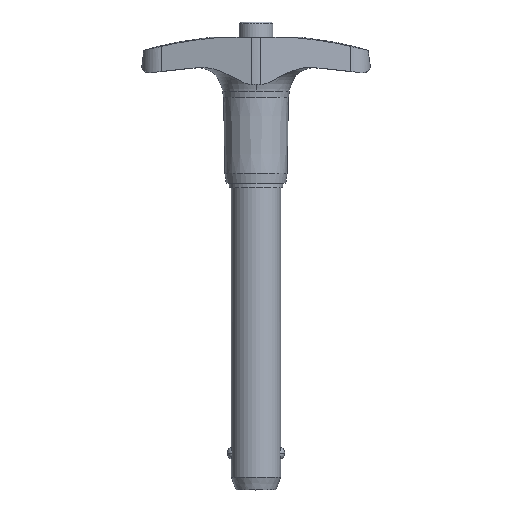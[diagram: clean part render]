
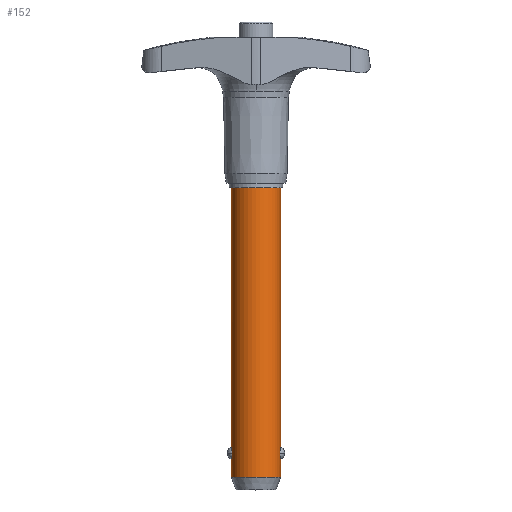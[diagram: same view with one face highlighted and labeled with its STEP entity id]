
A CAD part, top view. The second image highlights one B-rep face of the part: STEP entity #152.
In plain terms, the highlighted cylindrical face has radius 5.556 mm (diameter 11.113 mm), a partial arc.
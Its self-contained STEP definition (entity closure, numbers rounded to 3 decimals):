
#152=ADVANCED_FACE('',(#344),#345,.T.);
#344=FACE_OUTER_BOUND('',#579,.T.);
#345=CYLINDRICAL_SURFACE('',#580,5.556);
#579=EDGE_LOOP('',(#972,#973,#974,#975,#976,#977,#978,#979,#980,#981));
#580=AXIS2_PLACEMENT_3D('',#982,#983,#984);
#972=ORIENTED_EDGE('',*,*,#1562,.T.);
#973=ORIENTED_EDGE('',*,*,#1585,.T.);
#974=ORIENTED_EDGE('',*,*,#1578,.T.);
#975=ORIENTED_EDGE('',*,*,#1569,.T.);
#976=ORIENTED_EDGE('',*,*,#1590,.F.);
#977=ORIENTED_EDGE('',*,*,#1567,.T.);
#978=ORIENTED_EDGE('',*,*,#1581,.T.);
#979=ORIENTED_EDGE('',*,*,#1583,.T.);
#980=ORIENTED_EDGE('',*,*,#1564,.T.);
#981=ORIENTED_EDGE('',*,*,#1587,.T.);
#982=CARTESIAN_POINT('',(0.0,-34.036,0.0));
#983=DIRECTION('',(-0.0,1.0,0.0));
#984=DIRECTION('',(1.0,0.0,0.0));
#1562=EDGE_CURVE('',#1930,#1931,#1932,.T.);
#1564=EDGE_CURVE('',#1935,#1933,#1936,.T.);
#1567=EDGE_CURVE('',#1941,#1939,#1942,.T.);
#1569=EDGE_CURVE('',#1945,#1943,#1946,.T.);
#1578=EDGE_CURVE('',#1957,#1945,#1959,.T.);
#1581=EDGE_CURVE('',#1939,#1961,#1963,.T.);
#1583=EDGE_CURVE('',#1961,#1935,#1965,.T.);
#1585=EDGE_CURVE('',#1931,#1957,#1967,.T.);
#1587=EDGE_CURVE('',#1933,#1930,#1969,.T.);
#1590=EDGE_CURVE('',#1941,#1943,#1972,.T.);
#1930=VERTEX_POINT('',#2952);
#1931=VERTEX_POINT('',#2953);
#1932=LINE('',#2954,#2955);
#1933=VERTEX_POINT('',#2956);
#1935=VERTEX_POINT('',#2958);
#1936=LINE('',#2959,#2960);
#1939=VERTEX_POINT('',#2976);
#1941=VERTEX_POINT('',#2991);
#1942=LINE('',#2992,#2993);
#1943=VERTEX_POINT('',#2994);
#1945=VERTEX_POINT('',#2996);
#1946=LINE('',#2997,#2998);
#1957=VERTEX_POINT('',#3037);
#1959=B_SPLINE_CURVE_WITH_KNOTS('',3,(#3039,#3040,#3041,#3042,#3043,#3044,#3045,#3046,#3047,#3048,#3049,#3050,#3051,#3052),.UNSPECIFIED.,.F.,.F.,(4,2,2,2,2,2,4),(4.239,4.714,5.188,5.408,5.627,5.993,6.359),.UNSPECIFIED.);
#1961=VERTEX_POINT('',#3054);
#1963=B_SPLINE_CURVE_WITH_KNOTS('',3,(#3056,#3057,#3058,#3059,#3060,#3061,#3062,#3063,#3064,#3065,#3066,#3067,#3068,#3069),.UNSPECIFIED.,.F.,.F.,(4,2,2,2,2,2,4),(6.359,6.724,7.09,7.309,7.529,8.003,8.478),.UNSPECIFIED.);
#1965=B_SPLINE_CURVE_WITH_KNOTS('',3,(#3071,#3072,#3073,#3074,#3075,#3076,#3077,#3078,#3079,#3080,#3081,#3082,#3083,#3084),.UNSPECIFIED.,.F.,.F.,(4,2,2,2,2,2,4),(0.0,0.475,0.949,1.169,1.388,1.754,2.12),.UNSPECIFIED.);
#1967=B_SPLINE_CURVE_WITH_KNOTS('',3,(#3086,#3087,#3088,#3089,#3090,#3091,#3092,#3093,#3094,#3095,#3096,#3097,#3098,#3099),.UNSPECIFIED.,.F.,.F.,(4,2,2,2,2,2,4),(2.12,2.485,2.851,3.07,3.29,3.764,4.239),.UNSPECIFIED.);
#1969=CIRCLE('',#3101,5.556);
#1972=CIRCLE('',#3104,5.556);
#2952=CARTESIAN_POINT('',(5.556,-65.176,0.0));
#2953=CARTESIAN_POINT('',(5.556,-61.177,0.));
#2954=CARTESIAN_POINT('',(5.556,-34.036,0.));
#2955=VECTOR('',#4077,1.0);
#2956=CARTESIAN_POINT('',(-5.556,-65.176,0.));
#2958=CARTESIAN_POINT('',(-5.556,-61.177,0.));
#2959=CARTESIAN_POINT('',(-5.556,-34.036,0.));
#2960=VECTOR('',#4081,1.0);
#2976=CARTESIAN_POINT('',(-5.556,-58.42,0.));
#2991=CARTESIAN_POINT('',(-5.556,0.0,0.));
#2992=CARTESIAN_POINT('',(-5.556,-34.036,0.));
#2993=VECTOR('',#4082,1.0);
#2994=CARTESIAN_POINT('',(5.556,0.0,0.0));
#2996=CARTESIAN_POINT('',(5.556,-58.42,0.));
#2997=CARTESIAN_POINT('',(5.556,-34.036,0.));
#2998=VECTOR('',#4086,1.0);
#3037=CARTESIAN_POINT('',(5.365,-59.798,1.446));
#3039=CARTESIAN_POINT('',(5.365,-59.798,1.446));
#3040=CARTESIAN_POINT('',(5.365,-59.64,1.446));
#3041=CARTESIAN_POINT('',(5.373,-59.471,1.416));
#3042=CARTESIAN_POINT('',(5.404,-59.158,1.294));
#3043=CARTESIAN_POINT('',(5.426,-59.014,1.203));
#3044=CARTESIAN_POINT('',(5.456,-58.843,1.049));
#3045=CARTESIAN_POINT('',(5.467,-58.788,0.992));
#3046=CARTESIAN_POINT('',(5.488,-58.69,0.868));
#3047=CARTESIAN_POINT('',(5.499,-58.646,0.801));
#3048=CARTESIAN_POINT('',(5.521,-58.551,0.632));
#3049=CARTESIAN_POINT('',(5.534,-58.501,0.509));
#3050=CARTESIAN_POINT('',(5.552,-58.435,0.254));
#3051=CARTESIAN_POINT('',(5.556,-58.42,0.122));
#3052=CARTESIAN_POINT('',(5.556,-58.42,0.));
#3054=CARTESIAN_POINT('',(-5.365,-59.798,1.446));
#3056=CARTESIAN_POINT('',(-5.556,-58.42,0.));
#3057=CARTESIAN_POINT('',(-5.556,-58.42,0.122));
#3058=CARTESIAN_POINT('',(-5.552,-58.435,0.254));
#3059=CARTESIAN_POINT('',(-5.534,-58.501,0.509));
#3060=CARTESIAN_POINT('',(-5.521,-58.551,0.632));
#3061=CARTESIAN_POINT('',(-5.499,-58.646,0.801));
#3062=CARTESIAN_POINT('',(-5.488,-58.69,0.868));
#3063=CARTESIAN_POINT('',(-5.467,-58.788,0.992));
#3064=CARTESIAN_POINT('',(-5.456,-58.843,1.049));
#3065=CARTESIAN_POINT('',(-5.426,-59.014,1.203));
#3066=CARTESIAN_POINT('',(-5.404,-59.158,1.294));
#3067=CARTESIAN_POINT('',(-5.373,-59.471,1.416));
#3068=CARTESIAN_POINT('',(-5.365,-59.64,1.446));
#3069=CARTESIAN_POINT('',(-5.365,-59.798,1.446));
#3071=CARTESIAN_POINT('',(-5.365,-59.798,1.446));
#3072=CARTESIAN_POINT('',(-5.365,-59.956,1.446));
#3073=CARTESIAN_POINT('',(-5.373,-60.125,1.416));
#3074=CARTESIAN_POINT('',(-5.404,-60.439,1.294));
#3075=CARTESIAN_POINT('',(-5.426,-60.583,1.203));
#3076=CARTESIAN_POINT('',(-5.456,-60.753,1.049));
#3077=CARTESIAN_POINT('',(-5.467,-60.808,0.992));
#3078=CARTESIAN_POINT('',(-5.488,-60.907,0.868));
#3079=CARTESIAN_POINT('',(-5.499,-60.951,0.801));
#3080=CARTESIAN_POINT('',(-5.521,-61.045,0.632));
#3081=CARTESIAN_POINT('',(-5.534,-61.096,0.509));
#3082=CARTESIAN_POINT('',(-5.552,-61.161,0.254));
#3083=CARTESIAN_POINT('',(-5.556,-61.177,0.122));
#3084=CARTESIAN_POINT('',(-5.556,-61.177,0.));
#3086=CARTESIAN_POINT('',(5.556,-61.177,0.));
#3087=CARTESIAN_POINT('',(5.556,-61.177,0.122));
#3088=CARTESIAN_POINT('',(5.552,-61.161,0.254));
#3089=CARTESIAN_POINT('',(5.534,-61.096,0.509));
#3090=CARTESIAN_POINT('',(5.521,-61.045,0.632));
#3091=CARTESIAN_POINT('',(5.499,-60.951,0.801));
#3092=CARTESIAN_POINT('',(5.488,-60.907,0.868));
#3093=CARTESIAN_POINT('',(5.467,-60.808,0.992));
#3094=CARTESIAN_POINT('',(5.456,-60.753,1.049));
#3095=CARTESIAN_POINT('',(5.426,-60.583,1.203));
#3096=CARTESIAN_POINT('',(5.404,-60.439,1.294));
#3097=CARTESIAN_POINT('',(5.373,-60.125,1.416));
#3098=CARTESIAN_POINT('',(5.365,-59.956,1.446));
#3099=CARTESIAN_POINT('',(5.365,-59.798,1.446));
#3101=AXIS2_PLACEMENT_3D('',#4098,#4099,#4100);
#3104=AXIS2_PLACEMENT_3D('',#4104,#4105,#4106);
#4077=DIRECTION('',(0.0,1.0,0.0));
#4081=DIRECTION('',(-0.0,-1.0,-0.0));
#4082=DIRECTION('',(-0.0,-1.0,-0.0));
#4086=DIRECTION('',(0.0,1.0,0.0));
#4098=CARTESIAN_POINT('',(0.0,-65.176,0.0));
#4099=DIRECTION('',(0.,1.0,0.0));
#4100=DIRECTION('',(1.0,0.,0.0));
#4104=CARTESIAN_POINT('',(0.0,0.0,0.0));
#4105=DIRECTION('',(-0.0,1.0,0.0));
#4106=DIRECTION('',(1.0,0.0,0.0));
